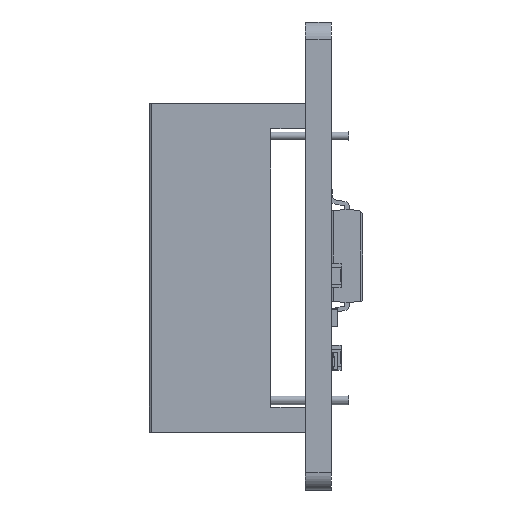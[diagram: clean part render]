
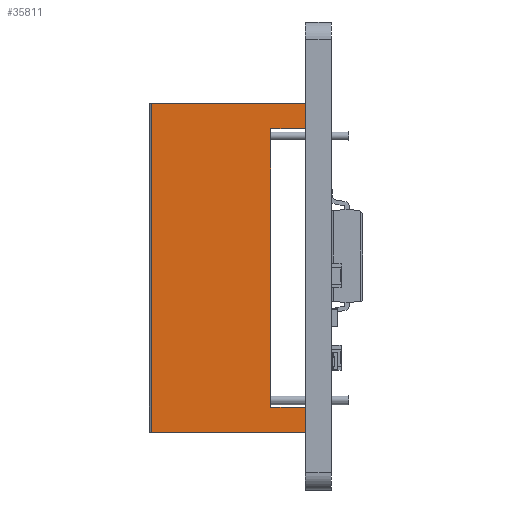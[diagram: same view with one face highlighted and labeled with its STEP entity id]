
A CAD part, left-side view. The second image highlights one B-rep face of the part: STEP entity #35811.
In plain terms, the highlighted planar face has unit normal (-1, 0, 0).
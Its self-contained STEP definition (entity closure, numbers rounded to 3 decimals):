
#2869=PLANE('',#37786);
#4642=FACE_OUTER_BOUND('',#6813,.T.);
#6813=EDGE_LOOP('',(#30119,#30120,#30121,#30122,#30123,#30124,#30125,#30126));
#9530=LINE('',#56710,#13306);
#9547=LINE('',#56750,#13323);
#9558=LINE('',#56773,#13334);
#9818=LINE('',#58700,#13594);
#9819=LINE('',#58702,#13595);
#9820=LINE('',#58705,#13596);
#9830=LINE('',#58724,#13606);
#9840=LINE('',#58745,#13616);
#13306=VECTOR('',#41894,10.);
#13323=VECTOR('',#41921,10.);
#13334=VECTOR('',#41942,10.);
#13594=VECTOR('',#42356,10.);
#13595=VECTOR('',#42359,10.);
#13596=VECTOR('',#42362,10.);
#13606=VECTOR('',#42380,10.);
#13616=VECTOR('',#42404,10.);
#17255=VERTEX_POINT('',#56707);
#17256=VERTEX_POINT('',#56709);
#17271=VERTEX_POINT('',#56740);
#17274=VERTEX_POINT('',#56748);
#17281=VERTEX_POINT('',#56772);
#17544=VERTEX_POINT('',#58698);
#17545=VERTEX_POINT('',#58704);
#17550=VERTEX_POINT('',#58722);
#21540=EDGE_CURVE('',#17255,#17256,#9530,.T.);
#21560=EDGE_CURVE('',#17274,#17271,#9547,.T.);
#21572=EDGE_CURVE('',#17271,#17281,#9558,.T.);
#21972=EDGE_CURVE('',#17255,#17544,#9818,.T.);
#21973=EDGE_CURVE('',#17281,#17544,#9819,.T.);
#21974=EDGE_CURVE('',#17256,#17545,#9820,.T.);
#21984=EDGE_CURVE('',#17545,#17550,#9830,.T.);
#21994=EDGE_CURVE('',#17550,#17274,#9840,.T.);
#30119=ORIENTED_EDGE('',*,*,#21560,.F.);
#30120=ORIENTED_EDGE('',*,*,#21994,.F.);
#30121=ORIENTED_EDGE('',*,*,#21984,.F.);
#30122=ORIENTED_EDGE('',*,*,#21974,.F.);
#30123=ORIENTED_EDGE('',*,*,#21540,.F.);
#30124=ORIENTED_EDGE('',*,*,#21972,.T.);
#30125=ORIENTED_EDGE('',*,*,#21973,.F.);
#30126=ORIENTED_EDGE('',*,*,#21572,.F.);
#35811=ADVANCED_FACE('',(#4642),#2869,.T.);
#37786=AXIS2_PLACEMENT_3D('',#58744,#42402,#42403);
#41894=DIRECTION('',(0.,1.,0.));
#41921=DIRECTION('',(0.,-1.,0.));
#41942=DIRECTION('',(0.,0.,-1.));
#42356=DIRECTION('',(0.,0.,-1.));
#42359=DIRECTION('',(0.,1.,0.));
#42362=DIRECTION('',(0.,0.,-1.));
#42380=DIRECTION('',(0.,1.,0.));
#42402=DIRECTION('center_axis',(-1.,0.,0.));
#42403=DIRECTION('ref_axis',(0.,-1.,0.));
#42404=DIRECTION('',(0.,0.,1.));
#56707=CARTESIAN_POINT('',(-25.,-8.03,0.));
#56709=CARTESIAN_POINT('',(-25.,8.03,0.));
#56710=CARTESIAN_POINT('',(-25.,-9.5,0.));
#56740=CARTESIAN_POINT('',(-25.,-9.5,6.9));
#56748=CARTESIAN_POINT('',(-25.,9.5,6.9));
#56750=CARTESIAN_POINT('',(-25.,4.75,6.9));
#56772=CARTESIAN_POINT('',(-25.,-9.5,-2.));
#56773=CARTESIAN_POINT('',(-25.,-9.5,0.));
#58698=CARTESIAN_POINT('',(-25.,-8.03,-2.));
#58700=CARTESIAN_POINT('',(-25.,-8.03,0.));
#58702=CARTESIAN_POINT('',(-25.,-9.5,-2.));
#58704=CARTESIAN_POINT('',(-25.,8.03,-2.));
#58705=CARTESIAN_POINT('',(-25.,8.03,0.));
#58722=CARTESIAN_POINT('',(-25.,9.5,-2.));
#58724=CARTESIAN_POINT('',(-25.,-9.5,-2.));
#58744=CARTESIAN_POINT('Origin',(-25.,9.5,0.));
#58745=CARTESIAN_POINT('',(-25.,9.5,0.));
